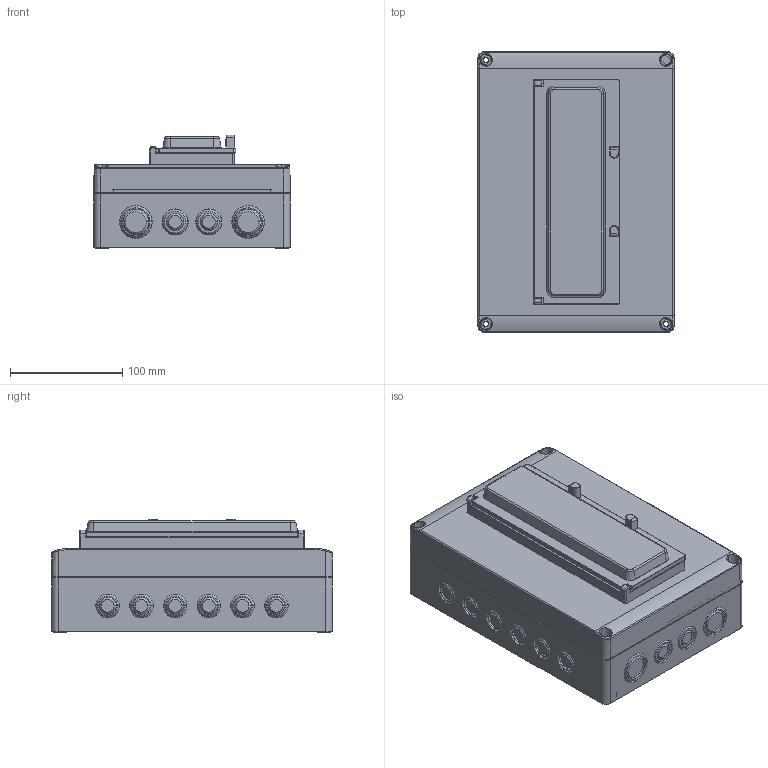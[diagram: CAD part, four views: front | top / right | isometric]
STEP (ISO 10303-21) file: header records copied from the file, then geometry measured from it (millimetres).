
FILE_DESCRIPTION((''),'2;1');
FILE_NAME('RPCK182508G_10M_ASM','2009-03-13T',('pasi_koskela'),(''),'PRO/ENGINEER BY PARAMETRIC TECHNOLOGY CORPORATION, 2008250','PRO/ENGINEER BY PARAMETRIC TECHNOLOGY CORPORATION, 2008250','');
FILE_SCHEMA(('AUTOMOTIVE_DESIGN_CC2 { 1 2 10303 214 -1 1 5 2 }'));
Products named in the file (4): SPCK182505B; SPCG182503L_AF0; VMA10; RPCK182508G_10M_ASM
Assembly tree (3 placements, depth 2):
  RPCK182508G_10M_ASM
    SPCK182505B
    SPCG182503L_AF0
    VMA10
Bounding box: 175 x 250 x 101.3 mm (x, y, z)
Volume: 563693.2 mm3; surface area: 380413 mm2
Topology: 4 solids, 4 shells, 2104 faces, 5074 edges, 3138 vertices
Faces by surface type: plane 861, cylinder 464, cone 388, torus 238, bspline 126, sphere 27
Entity records: 87368 total; most frequent: CARTESIAN_POINT 25244, ORIENTED_EDGE 10134, DIRECTION 9970, EDGE_CURVE 5067, PRESENTATION_STYLE_ASSIGNMENT 4422, STYLED_ITEM 4397, CURVE_STYLE 4394, AXIS2_PLACEMENT_3D 3704
